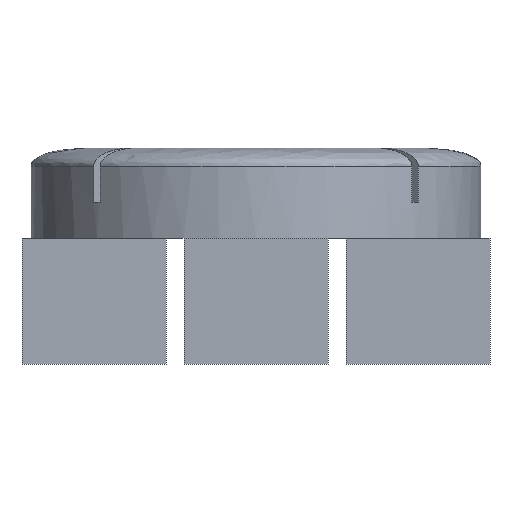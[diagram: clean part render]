
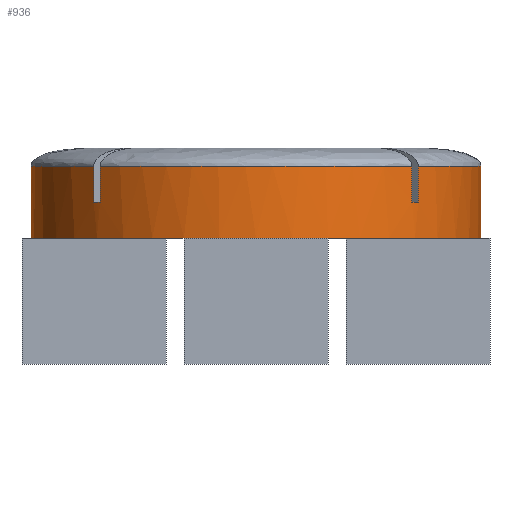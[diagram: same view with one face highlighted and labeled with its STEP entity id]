
A CAD part, front view. The second image highlights one B-rep face of the part: STEP entity #936.
In plain terms, the highlighted cylindrical face has radius 12.5 mm (diameter 25 mm), a full revolution.
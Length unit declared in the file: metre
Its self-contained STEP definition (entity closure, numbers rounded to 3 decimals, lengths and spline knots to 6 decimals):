
#15=CYLINDRICAL_SURFACE('',#1010,0.0125);
#23=B_SPLINE_CURVE_WITH_KNOTS('',3,(#1468,#1469,#1470,#1471,#1472,#1473,
#1474),.UNSPECIFIED.,.F.,.F.,(4,1,1,1,4),(0.378183,0.439092,
0.5,0.560908,0.621817),.UNSPECIFIED.);
#27=B_SPLINE_CURVE_WITH_KNOTS('',3,(#1616,#1617,#1618,#1619,#1620,#1621,
#1622),.UNSPECIFIED.,.F.,.F.,(4,1,1,1,4),(0.628183,0.689092,
0.75,0.810908,0.871817),.UNSPECIFIED.);
#31=B_SPLINE_CURVE_WITH_KNOTS('',3,(#1764,#1765,#1766,#1767,#1768,#1769,
#1770),.UNSPECIFIED.,.F.,.F.,(4,1,1,1,4),(0.878183,0.939092,
1.,1.060908,1.121817),.UNSPECIFIED.);
#36=B_SPLINE_CURVE_WITH_KNOTS('',3,(#1921,#1922,#1923,#1924,#1925,#1926,
#1927),.UNSPECIFIED.,.F.,.F.,(4,1,1,1,4),(0.128183,0.189092,
0.25,0.310908,0.371817),.UNSPECIFIED.);
#38=CIRCLE('',#992,0.0125);
#39=CIRCLE('',#993,0.0125);
#40=CIRCLE('',#994,0.0125);
#41=CIRCLE('',#995,0.0125);
#49=CIRCLE('',#1011,0.0125);
#50=CIRCLE('',#1012,0.0125);
#51=CIRCLE('',#1013,0.0125);
#52=CIRCLE('',#1014,0.0125);
#53=CIRCLE('',#1015,0.0125);
#54=CIRCLE('',#1016,0.0125);
#55=CIRCLE('',#1017,0.0125);
#56=CIRCLE('',#1018,0.0125);
#124=ORIENTED_EDGE('',*,*,#393,.T.);
#125=ORIENTED_EDGE('',*,*,#394,.T.);
#126=ORIENTED_EDGE('',*,*,#360,.T.);
#127=ORIENTED_EDGE('',*,*,#395,.F.);
#128=ORIENTED_EDGE('',*,*,#396,.T.);
#129=ORIENTED_EDGE('',*,*,#397,.T.);
#130=ORIENTED_EDGE('',*,*,#370,.T.);
#131=ORIENTED_EDGE('',*,*,#398,.F.);
#132=ORIENTED_EDGE('',*,*,#399,.T.);
#133=ORIENTED_EDGE('',*,*,#400,.T.);
#134=ORIENTED_EDGE('',*,*,#380,.T.);
#135=ORIENTED_EDGE('',*,*,#401,.F.);
#136=ORIENTED_EDGE('',*,*,#402,.T.);
#137=ORIENTED_EDGE('',*,*,#403,.T.);
#138=ORIENTED_EDGE('',*,*,#391,.T.);
#139=ORIENTED_EDGE('',*,*,#404,.F.);
#140=ORIENTED_EDGE('',*,*,#405,.T.);
#141=ORIENTED_EDGE('',*,*,#338,.T.);
#142=ORIENTED_EDGE('',*,*,#406,.T.);
#143=ORIENTED_EDGE('',*,*,#350,.T.);
#144=ORIENTED_EDGE('',*,*,#407,.T.);
#145=ORIENTED_EDGE('',*,*,#346,.T.);
#146=ORIENTED_EDGE('',*,*,#408,.T.);
#147=ORIENTED_EDGE('',*,*,#342,.T.);
#338=EDGE_CURVE('',#477,#476,#38,.T.);
#342=EDGE_CURVE('',#481,#480,#39,.T.);
#346=EDGE_CURVE('',#485,#484,#40,.T.);
#350=EDGE_CURVE('',#489,#488,#41,.T.);
#360=EDGE_CURVE('',#498,#499,#23,.T.);
#370=EDGE_CURVE('',#506,#507,#27,.T.);
#380=EDGE_CURVE('',#514,#515,#31,.T.);
#391=EDGE_CURVE('',#523,#522,#36,.T.);
#393=EDGE_CURVE('',#524,#525,#49,.T.);
#394=EDGE_CURVE('',#525,#498,#594,.T.);
#395=EDGE_CURVE('',#526,#499,#595,.T.);
#396=EDGE_CURVE('',#526,#527,#50,.T.);
#397=EDGE_CURVE('',#527,#506,#596,.T.);
#398=EDGE_CURVE('',#528,#507,#597,.T.);
#399=EDGE_CURVE('',#528,#529,#51,.T.);
#400=EDGE_CURVE('',#529,#514,#598,.T.);
#401=EDGE_CURVE('',#530,#515,#599,.T.);
#402=EDGE_CURVE('',#530,#531,#52,.T.);
#403=EDGE_CURVE('',#531,#523,#600,.T.);
#404=EDGE_CURVE('',#524,#522,#601,.T.);
#405=EDGE_CURVE('',#480,#477,#53,.T.);
#406=EDGE_CURVE('',#476,#489,#54,.T.);
#407=EDGE_CURVE('',#488,#485,#55,.T.);
#408=EDGE_CURVE('',#484,#481,#56,.T.);
#476=VERTEX_POINT('',#1315);
#477=VERTEX_POINT('',#1317);
#480=VERTEX_POINT('',#1323);
#481=VERTEX_POINT('',#1325);
#484=VERTEX_POINT('',#1331);
#485=VERTEX_POINT('',#1333);
#488=VERTEX_POINT('',#1339);
#489=VERTEX_POINT('',#1341);
#498=VERTEX_POINT('',#1475);
#499=VERTEX_POINT('',#1476);
#506=VERTEX_POINT('',#1623);
#507=VERTEX_POINT('',#1624);
#514=VERTEX_POINT('',#1771);
#515=VERTEX_POINT('',#1772);
#522=VERTEX_POINT('',#1920);
#523=VERTEX_POINT('',#1928);
#524=VERTEX_POINT('',#1939);
#525=VERTEX_POINT('',#1940);
#526=VERTEX_POINT('',#1943);
#527=VERTEX_POINT('',#1945);
#528=VERTEX_POINT('',#1948);
#529=VERTEX_POINT('',#1950);
#530=VERTEX_POINT('',#1953);
#531=VERTEX_POINT('',#1955);
#594=LINE('',#1941,#694);
#595=LINE('',#1942,#695);
#596=LINE('',#1946,#696);
#597=LINE('',#1947,#697);
#598=LINE('',#1951,#698);
#599=LINE('',#1952,#699);
#600=LINE('',#1956,#700);
#601=LINE('',#1957,#701);
#694=VECTOR('',#1137,1.);
#695=VECTOR('',#1138,1.);
#696=VECTOR('',#1141,1.);
#697=VECTOR('',#1142,1.);
#698=VECTOR('',#1145,1.);
#699=VECTOR('',#1146,1.);
#700=VECTOR('',#1149,1.);
#701=VECTOR('',#1150,1.);
#777=EDGE_LOOP('',(#124,#125,#126,#127,#128,#129,#130,#131,#132,#133,#134,
#135,#136,#137,#138,#139));
#778=EDGE_LOOP('',(#140,#141,#142,#143,#144,#145,#146,#147));
#835=FACE_BOUND('',#777,.T.);
#836=FACE_BOUND('',#778,.T.);
#936=ADVANCED_FACE('',(#835,#836),#15,.T.);
#992=AXIS2_PLACEMENT_3D('',#1316,#1069,#1070);
#993=AXIS2_PLACEMENT_3D('',#1324,#1074,#1075);
#994=AXIS2_PLACEMENT_3D('',#1332,#1079,#1080);
#995=AXIS2_PLACEMENT_3D('',#1340,#1084,#1085);
#1010=AXIS2_PLACEMENT_3D('',#1937,#1133,#1134);
#1011=AXIS2_PLACEMENT_3D('',#1938,#1135,#1136);
#1012=AXIS2_PLACEMENT_3D('',#1944,#1139,#1140);
#1013=AXIS2_PLACEMENT_3D('',#1949,#1143,#1144);
#1014=AXIS2_PLACEMENT_3D('',#1954,#1147,#1148);
#1015=AXIS2_PLACEMENT_3D('',#1958,#1151,#1152);
#1016=AXIS2_PLACEMENT_3D('',#1959,#1153,#1154);
#1017=AXIS2_PLACEMENT_3D('',#1960,#1155,#1156);
#1018=AXIS2_PLACEMENT_3D('',#1961,#1157,#1158);
#1069=DIRECTION('',(0.,0.,1.));
#1070=DIRECTION('',(1.,0.,0.));
#1074=DIRECTION('',(0.,0.,1.));
#1075=DIRECTION('',(1.,0.,0.));
#1079=DIRECTION('',(0.,0.,1.));
#1080=DIRECTION('',(1.,0.,0.));
#1084=DIRECTION('',(0.,0.,1.));
#1085=DIRECTION('',(1.,0.,0.));
#1133=DIRECTION('',(0.,0.,-1.));
#1134=DIRECTION('',(-1.,0.,0.));
#1135=DIRECTION('',(0.,0.,-1.));
#1136=DIRECTION('',(0.,-1.,0.));
#1137=DIRECTION('',(0.,0.,1.));
#1138=DIRECTION('',(0.,0.,1.));
#1139=DIRECTION('',(0.,0.,-1.));
#1140=DIRECTION('',(-1.,0.,0.));
#1141=DIRECTION('',(0.,0.,1.));
#1142=DIRECTION('',(0.,0.,1.));
#1143=DIRECTION('',(0.,0.,-1.));
#1144=DIRECTION('',(0.,1.,0.));
#1145=DIRECTION('',(0.,0.,1.));
#1146=DIRECTION('',(0.,0.,1.));
#1147=DIRECTION('',(0.,0.,-1.));
#1148=DIRECTION('',(1.,0.,0.));
#1149=DIRECTION('',(0.,0.,1.));
#1150=DIRECTION('',(0.,0.,1.));
#1151=DIRECTION('',(0.,0.,1.));
#1152=DIRECTION('',(1.,0.,0.));
#1153=DIRECTION('',(0.,0.,1.));
#1154=DIRECTION('',(1.,0.,0.));
#1155=DIRECTION('',(0.,0.,1.));
#1156=DIRECTION('',(1.,0.,0.));
#1157=DIRECTION('',(0.,0.,1.));
#1158=DIRECTION('',(1.,0.,0.));
#1315=CARTESIAN_POINT('',(-0.011843,0.004,0.));
#1316=CARTESIAN_POINT('',(0.,0.,0.));
#1317=CARTESIAN_POINT('',(-0.004,0.011843,0.));
#1323=CARTESIAN_POINT('',(0.004,0.011843,0.));
#1324=CARTESIAN_POINT('',(0.,0.,0.));
#1325=CARTESIAN_POINT('',(0.011843,0.004,0.));
#1331=CARTESIAN_POINT('',(0.011843,-0.004,0.));
#1332=CARTESIAN_POINT('',(0.,0.,0.));
#1333=CARTESIAN_POINT('',(0.004,-0.011843,0.));
#1339=CARTESIAN_POINT('',(-0.004,-0.011843,0.));
#1340=CARTESIAN_POINT('',(0.,0.,0.));
#1341=CARTESIAN_POINT('',(-0.011843,-0.004,0.));
#1468=CARTESIAN_POINT('',(-0.009014,-0.00866,0.004));
#1469=CARTESIAN_POINT('',(-0.010119,-0.00751,0.004));
#1470=CARTESIAN_POINT('',(-0.011882,-0.004783,0.004));
#1471=CARTESIAN_POINT('',(-0.012809,0.,0.004));
#1472=CARTESIAN_POINT('',(-0.011882,0.004783,0.004));
#1473=CARTESIAN_POINT('',(-0.010119,0.00751,0.004));
#1474=CARTESIAN_POINT('',(-0.009014,0.00866,0.004));
#1475=CARTESIAN_POINT('',(-0.009014,-0.00866,0.004));
#1476=CARTESIAN_POINT('',(-0.009014,0.00866,0.004));
#1616=CARTESIAN_POINT('',(-0.00866,0.009014,0.004));
#1617=CARTESIAN_POINT('',(-0.00751,0.010119,0.004));
#1618=CARTESIAN_POINT('',(-0.004783,0.011882,0.004));
#1619=CARTESIAN_POINT('',(0.,0.012809,0.004));
#1620=CARTESIAN_POINT('',(0.004783,0.011882,0.004));
#1621=CARTESIAN_POINT('',(0.00751,0.010119,0.004));
#1622=CARTESIAN_POINT('',(0.00866,0.009014,0.004));
#1623=CARTESIAN_POINT('',(-0.00866,0.009014,0.004));
#1624=CARTESIAN_POINT('',(0.00866,0.009014,0.004));
#1764=CARTESIAN_POINT('',(0.009014,0.00866,0.004));
#1765=CARTESIAN_POINT('',(0.010119,0.00751,0.004));
#1766=CARTESIAN_POINT('',(0.011882,0.004783,0.004));
#1767=CARTESIAN_POINT('',(0.012809,0.,0.004));
#1768=CARTESIAN_POINT('',(0.011882,-0.004783,0.004));
#1769=CARTESIAN_POINT('',(0.010119,-0.00751,0.004));
#1770=CARTESIAN_POINT('',(0.009014,-0.00866,0.004));
#1771=CARTESIAN_POINT('',(0.009014,0.00866,0.004));
#1772=CARTESIAN_POINT('',(0.009014,-0.00866,0.004));
#1920=CARTESIAN_POINT('',(-0.00866,-0.009014,0.004));
#1921=CARTESIAN_POINT('',(0.00866,-0.009014,0.004));
#1922=CARTESIAN_POINT('',(0.00751,-0.010119,0.004));
#1923=CARTESIAN_POINT('',(0.004783,-0.011882,0.004));
#1924=CARTESIAN_POINT('',(0.,-0.012809,0.004));
#1925=CARTESIAN_POINT('',(-0.004783,-0.011882,0.004));
#1926=CARTESIAN_POINT('',(-0.00751,-0.010119,0.004));
#1927=CARTESIAN_POINT('',(-0.00866,-0.009014,0.004));
#1928=CARTESIAN_POINT('',(0.00866,-0.009014,0.004));
#1937=CARTESIAN_POINT('',(0.,0.,0.005));
#1938=CARTESIAN_POINT('',(0.,0.,0.002));
#1939=CARTESIAN_POINT('',(-0.00866,-0.009014,0.002));
#1940=CARTESIAN_POINT('',(-0.009014,-0.00866,0.002));
#1941=CARTESIAN_POINT('',(-0.009014,-0.00866,0.002));
#1942=CARTESIAN_POINT('',(-0.009014,0.00866,0.002));
#1943=CARTESIAN_POINT('',(-0.009014,0.00866,0.002));
#1944=CARTESIAN_POINT('',(0.,0.,0.002));
#1945=CARTESIAN_POINT('',(-0.00866,0.009014,0.002));
#1946=CARTESIAN_POINT('',(-0.00866,0.009014,0.002));
#1947=CARTESIAN_POINT('',(0.00866,0.009014,0.002));
#1948=CARTESIAN_POINT('',(0.00866,0.009014,0.002));
#1949=CARTESIAN_POINT('',(0.,0.,0.002));
#1950=CARTESIAN_POINT('',(0.009014,0.00866,0.002));
#1951=CARTESIAN_POINT('',(0.009014,0.00866,0.002));
#1952=CARTESIAN_POINT('',(0.009014,-0.00866,0.002));
#1953=CARTESIAN_POINT('',(0.009014,-0.00866,0.002));
#1954=CARTESIAN_POINT('',(0.,0.,0.002));
#1955=CARTESIAN_POINT('',(0.00866,-0.009014,0.002));
#1956=CARTESIAN_POINT('',(0.00866,-0.009014,0.002));
#1957=CARTESIAN_POINT('',(-0.00866,-0.009014,0.002));
#1958=CARTESIAN_POINT('',(0.,0.,0.));
#1959=CARTESIAN_POINT('',(0.,0.,0.));
#1960=CARTESIAN_POINT('',(0.,0.,0.));
#1961=CARTESIAN_POINT('',(0.,0.,0.));
